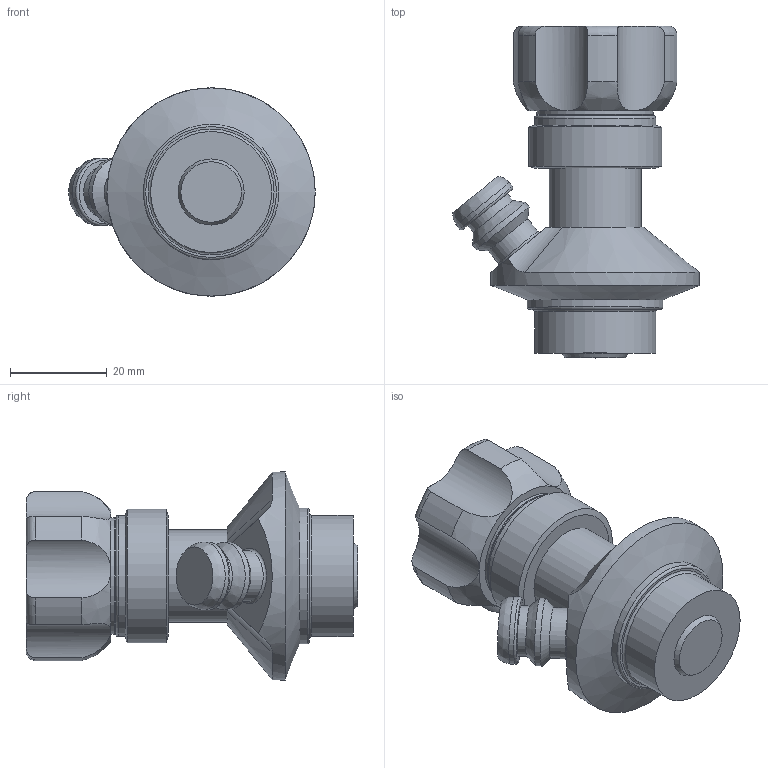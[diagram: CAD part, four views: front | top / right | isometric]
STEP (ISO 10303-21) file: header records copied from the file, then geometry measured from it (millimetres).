
FILE_DESCRIPTION(/* description */ (''),/* implementation_level */ '2;1');
FILE_NAME(/* name */ '451141PTFE.stp',/* time_stamp */ '2023-01-16T12:34:08+01:00',/* author */ ('mbs'),/* organization */ (''),/* preprocessor_version */ 'ST-DEVELOPER v18.1',/* originating_system */ 'Autodesk Inventor 2022',/* authorisation */ '');
FILE_SCHEMA (('AUTOMOTIVE_DESIGN { 1 0 10303 214 3 1 1 }'));
Length unit declared in the file: millimetre
Products named in the file (1): 451141PTFE
Bounding box: 50.89 x 68.5 x 43 mm (x, y, z)
Volume: 45477.2 mm3; surface area: 10041.2 mm2
Topology: 1 solids, 1 shells, 62 faces, 141 edges, 89 vertices
Faces by surface type: cylinder 25, plane 11, torus 11, cone 8, bspline 7
Full cylindrical faces by diameter (mm): 10.5 x2, 14 x2, 19 x1, 24 x1, 25 x2, 27.5 x1, 28 x1, 43 x1
Entity records: 2196 total; most frequent: CARTESIAN_POINT 661, DIRECTION 309, ORIENTED_EDGE 282, EDGE_CURVE 141, AXIS2_PLACEMENT_3D 138, VERTEX_POINT 89, CIRCLE 77, EDGE_LOOP 70
